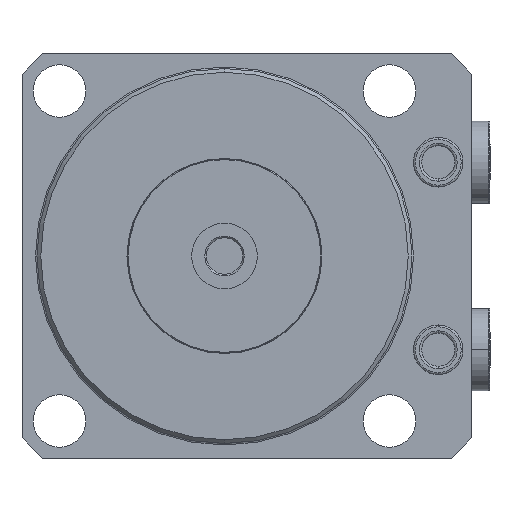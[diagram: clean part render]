
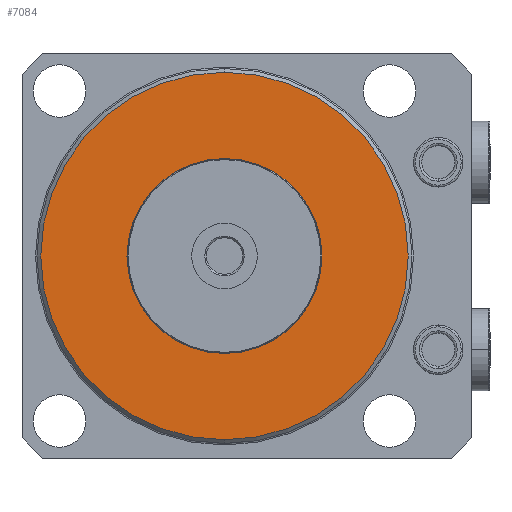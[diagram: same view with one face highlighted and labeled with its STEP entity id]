
A CAD part, front view. The second image highlights one B-rep face of the part: STEP entity #7084.
In plain terms, the highlighted planar face has unit normal (0, -1, 0).
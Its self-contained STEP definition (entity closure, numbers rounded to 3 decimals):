
#63 = CIRCLE ( 'NONE', #10096, 49. ) ;
#1360 = AXIS2_PLACEMENT_3D ( 'NONE', #8676, #8134, #8471 ) ;
#1361 = AXIS2_PLACEMENT_3D ( 'NONE', #5664, #5870, #5883 ) ;
#1822 = CARTESIAN_POINT ( 'NONE',  ( 0., -65., -25. ) ) ;
#1902 = CARTESIAN_POINT ( 'NONE',  ( 0., -65., 25. ) ) ;
#1912 = CARTESIAN_POINT ( 'NONE',  ( 0., -65., -49. ) ) ;
#2593 = CIRCLE ( 'NONE', #1360, 25. ) ;
#2959 = VERTEX_POINT ( 'NONE', #1822 ) ;
#3132 = CIRCLE ( 'NONE', #10009, 49. ) ;
#3169 = VERTEX_POINT ( 'NONE', #1902 ) ;
#3399 = VERTEX_POINT ( 'NONE', #1912 ) ;
#3881 = EDGE_CURVE ( 'NONE', #3399, #4736, #63, .T. ) ;
#4151 = CIRCLE ( 'NONE', #1361, 25. ) ;
#4736 = VERTEX_POINT ( 'NONE', #5113 ) ;
#5113 = CARTESIAN_POINT ( 'NONE',  ( 0., -65., 49. ) ) ;
#5664 = CARTESIAN_POINT ( 'NONE',  ( 0., -65., 0. ) ) ;
#5870 = DIRECTION ( 'NONE',  ( 0., 1., 0. ) ) ;
#5883 = DIRECTION ( 'NONE',  ( 0., 0., 1. ) ) ;
#6030 = DIRECTION ( 'NONE',  ( 0., -1., 0. ) ) ;
#6099 = CARTESIAN_POINT ( 'NONE',  ( 0., -65., 0. ) ) ;
#6189 = DIRECTION ( 'NONE',  ( 0., 0., 1. ) ) ;
#6357 = EDGE_LOOP ( 'NONE', ( #6528, #9199 ) ) ;
#6435 = ORIENTED_EDGE ( 'NONE', *, *, #3881, .T. ) ;
#6528 = ORIENTED_EDGE ( 'NONE', *, *, #10302, .T. ) ;
#6564 = EDGE_LOOP ( 'NONE', ( #6689, #6435 ) ) ;
#6689 = ORIENTED_EDGE ( 'NONE', *, *, #8948, .T. ) ;
#7084 = ADVANCED_FACE ( 'NONE', ( #10535, #10463 ), #7251, .F. ) ;
#7251 = PLANE ( 'NONE',  #9889 ) ;
#7284 = CARTESIAN_POINT ( 'NONE',  ( 0., -65., 0. ) ) ;
#7516 = DIRECTION ( 'NONE',  ( 0., 0., 1. ) ) ;
#7650 = CARTESIAN_POINT ( 'NONE',  ( 0., -65., 0. ) ) ;
#7738 = DIRECTION ( 'NONE',  ( 0., 1., 0. ) ) ;
#7745 = DIRECTION ( 'NONE',  ( 0., 0., 1. ) ) ;
#7901 = DIRECTION ( 'NONE',  ( 0., -1., 0. ) ) ;
#8134 = DIRECTION ( 'NONE',  ( 0., 1., 0. ) ) ;
#8471 = DIRECTION ( 'NONE',  ( 0., 0., 1. ) ) ;
#8676 = CARTESIAN_POINT ( 'NONE',  ( 0., -65., 0. ) ) ;
#8948 = EDGE_CURVE ( 'NONE', #4736, #3399, #3132, .T. ) ;
#9199 = ORIENTED_EDGE ( 'NONE', *, *, #9534, .T. ) ;
#9534 = EDGE_CURVE ( 'NONE', #3169, #2959, #4151, .T. ) ;
#9889 = AXIS2_PLACEMENT_3D ( 'NONE', #7284, #7738, #7745 ) ;
#10009 = AXIS2_PLACEMENT_3D ( 'NONE', #7650, #7901, #7516 ) ;
#10096 = AXIS2_PLACEMENT_3D ( 'NONE', #6099, #6030, #6189 ) ;
#10302 = EDGE_CURVE ( 'NONE', #2959, #3169, #2593, .T. ) ;
#10463 = FACE_BOUND ( 'NONE', #6357, .T. ) ;
#10535 = FACE_OUTER_BOUND ( 'NONE', #6564, .T. ) ;
